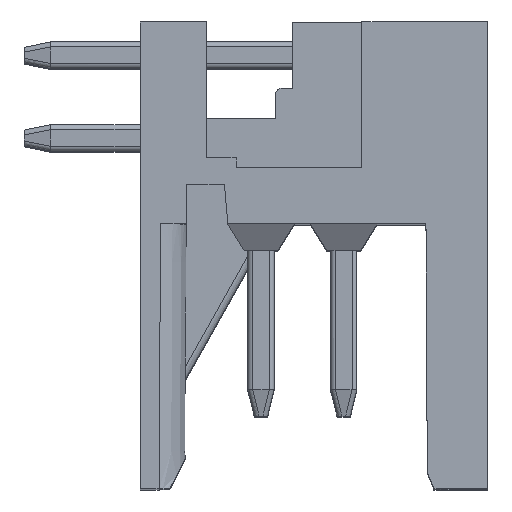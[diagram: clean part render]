
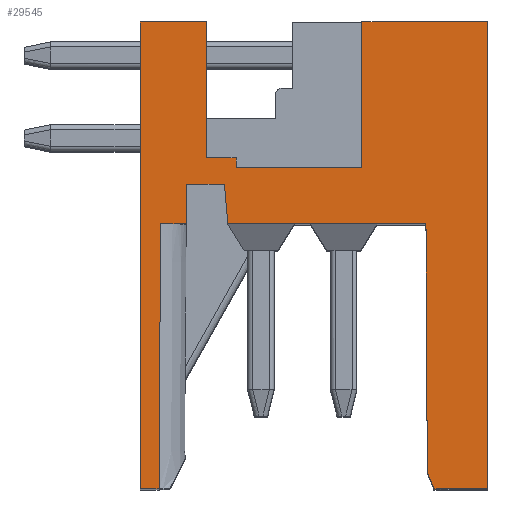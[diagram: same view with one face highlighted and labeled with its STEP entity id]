
A CAD part, top view. The second image highlights one B-rep face of the part: STEP entity #29545.
In plain terms, the highlighted planar face has unit normal (0, 0, 1).
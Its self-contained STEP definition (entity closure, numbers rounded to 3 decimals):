
#5359=CARTESIAN_POINT('',(5.6,17.1,10.499));
#5360=VERTEX_POINT('',#5359);
#5367=CARTESIAN_POINT('',(5.6,3.,10.499));
#5368=VERTEX_POINT('',#5367);
#5369=CARTESIAN_POINT('',(5.6,3.,10.499));
#5370=DIRECTION('',(0.,1.,0.));
#5371=VECTOR('',#5370,14.1);
#5372=LINE('',#5369,#5371);
#5373=EDGE_CURVE('',#5368,#5360,#5372,.T.);
#5953=CARTESIAN_POINT('',(-4.9,3.,10.499));
#5954=VERTEX_POINT('',#5953);
#5961=CARTESIAN_POINT('',(-4.9,17.1,10.499));
#5962=VERTEX_POINT('',#5961);
#5963=CARTESIAN_POINT('',(-4.9,17.1,10.499));
#5964=DIRECTION('',(0.,-1.,0.));
#5965=VECTOR('',#5964,14.1);
#5966=LINE('',#5963,#5965);
#5967=EDGE_CURVE('',#5962,#5954,#5966,.T.);
#6942=CARTESIAN_POINT('',(3.734,11.,10.499));
#6943=VERTEX_POINT('',#6942);
#6950=CARTESIAN_POINT('',(-2.25,11.,10.499));
#6951=VERTEX_POINT('',#6950);
#6952=CARTESIAN_POINT('',(3.734,11.,10.499));
#6953=DIRECTION('',(-1.,0.,0.));
#6954=VECTOR('',#6953,5.984);
#6955=LINE('',#6952,#6954);
#6956=EDGE_CURVE('',#6943,#6951,#6955,.T.);
#15975=CARTESIAN_POINT('',(-2.355,12.2,10.499));
#15976=VERTEX_POINT('',#15975);
#15977=CARTESIAN_POINT('',(-2.25,11.,10.499));
#15978=DIRECTION('',(-0.087,0.996,0.));
#15979=VECTOR('',#15978,1.205);
#15980=LINE('',#15977,#15979);
#15981=EDGE_CURVE('',#6951,#15976,#15980,.T.);
#16003=CARTESIAN_POINT('',(-3.5,12.2,10.499));
#16004=VERTEX_POINT('',#16003);
#16005=CARTESIAN_POINT('',(-2.355,12.2,10.499));
#16006=DIRECTION('',(-1.,0.,0.));
#16007=VECTOR('',#16006,1.145);
#16008=LINE('',#16005,#16007);
#16009=EDGE_CURVE('',#15976,#16004,#16008,.T.);
#16035=CARTESIAN_POINT('',(-3.5,11.,10.499));
#16036=VERTEX_POINT('',#16035);
#16037=CARTESIAN_POINT('',(-3.5,12.2,10.499));
#16038=DIRECTION('',(0.,-1.,0.));
#16039=VECTOR('',#16038,1.2);
#16040=LINE('',#16037,#16039);
#16041=EDGE_CURVE('',#16004,#16036,#16040,.T.);
#16057=CARTESIAN_POINT('',(-4.284,11.,10.499));
#16058=VERTEX_POINT('',#16057);
#16059=CARTESIAN_POINT('',(-3.5,11.,10.499));
#16060=DIRECTION('',(-1.,0.,0.));
#16061=VECTOR('',#16060,0.784);
#16062=LINE('',#16059,#16061);
#16063=EDGE_CURVE('',#16036,#16058,#16062,.T.);
#16171=CARTESIAN_POINT('',(-4.326,3.,10.499));
#16172=VERTEX_POINT('',#16171);
#16173=CARTESIAN_POINT('',(-4.326,3.,10.499));
#16174=DIRECTION('',(0.005,1.,0.));
#16175=VECTOR('',#16174,8.);
#16176=LINE('',#16173,#16175);
#16177=EDGE_CURVE('',#16172,#16058,#16176,.T.);
#16206=CARTESIAN_POINT('',(3.976,3.,10.499));
#16207=VERTEX_POINT('',#16206);
#16214=CARTESIAN_POINT('',(3.774,3.5,10.499));
#16215=VERTEX_POINT('',#16214);
#16216=CARTESIAN_POINT('',(3.774,3.5,10.499));
#16217=DIRECTION('',(0.376,-0.927,0.));
#16218=VECTOR('',#16217,0.539);
#16219=LINE('',#16216,#16218);
#16220=EDGE_CURVE('',#16215,#16207,#16219,.T.);
#21425=CARTESIAN_POINT('',(3.734,11.,10.499));
#21426=DIRECTION('',(0.005,-1.,0.));
#21427=VECTOR('',#21426,7.5);
#21428=LINE('',#21425,#21427);
#21429=EDGE_CURVE('',#6943,#16215,#21428,.T.);
#22246=CARTESIAN_POINT('',(-2.9,17.1,10.499));
#22247=VERTEX_POINT('',#22246);
#22254=CARTESIAN_POINT('',(-2.9,13.,10.499));
#22255=VERTEX_POINT('',#22254);
#22256=CARTESIAN_POINT('',(-2.9,13.,10.499));
#22257=DIRECTION('',(0.,1.,0.));
#22258=VECTOR('',#22257,4.1);
#22259=LINE('',#22256,#22258);
#22260=EDGE_CURVE('',#22255,#22247,#22259,.T.);
#22990=CARTESIAN_POINT('',(1.8,12.7,10.499));
#22991=VERTEX_POINT('',#22990);
#22998=CARTESIAN_POINT('',(1.8,17.1,10.499));
#22999=VERTEX_POINT('',#22998);
#23000=CARTESIAN_POINT('',(1.8,17.1,10.499));
#23001=DIRECTION('',(0.,-1.,0.));
#23002=VECTOR('',#23001,4.4);
#23003=LINE('',#23000,#23002);
#23004=EDGE_CURVE('',#22999,#22991,#23003,.T.);
#23022=CARTESIAN_POINT('',(-2.,13.,10.499));
#23023=VERTEX_POINT('',#23022);
#23024=CARTESIAN_POINT('',(-2.,13.,10.499));
#23025=DIRECTION('',(-1.,0.,0.));
#23026=VECTOR('',#23025,0.9);
#23027=LINE('',#23024,#23026);
#23028=EDGE_CURVE('',#23023,#22255,#23027,.T.);
#23046=CARTESIAN_POINT('',(-2.,12.7,10.499));
#23047=VERTEX_POINT('',#23046);
#23048=CARTESIAN_POINT('',(-2.,12.7,10.499));
#23049=DIRECTION('',(0.,1.,0.));
#23050=VECTOR('',#23049,0.3);
#23051=LINE('',#23048,#23050);
#23052=EDGE_CURVE('',#23047,#23023,#23051,.T.);
#23069=CARTESIAN_POINT('',(1.8,12.7,10.499));
#23070=DIRECTION('',(-1.,0.,0.));
#23071=VECTOR('',#23070,3.8);
#23072=LINE('',#23069,#23071);
#23073=EDGE_CURVE('',#22991,#23047,#23072,.T.);
#29272=CARTESIAN_POINT('',(-2.9,17.1,10.499));
#29273=DIRECTION('',(-1.,0.,0.));
#29274=VECTOR('',#29273,2.);
#29275=LINE('',#29272,#29274);
#29276=EDGE_CURVE('',#22247,#5962,#29275,.T.);
#29335=CARTESIAN_POINT('',(5.6,17.1,10.499));
#29336=DIRECTION('',(-1.,0.,0.));
#29337=VECTOR('',#29336,3.8);
#29338=LINE('',#29335,#29337);
#29339=EDGE_CURVE('',#5360,#22999,#29338,.T.);
#29435=CARTESIAN_POINT('',(-4.9,3.,10.499));
#29436=DIRECTION('',(1.,0.,0.));
#29437=VECTOR('',#29436,0.574);
#29438=LINE('',#29435,#29437);
#29439=EDGE_CURVE('',#5954,#16172,#29438,.T.);
#29482=CARTESIAN_POINT('',(3.976,3.,10.499));
#29483=DIRECTION('',(1.,0.,0.));
#29484=VECTOR('',#29483,1.624);
#29485=LINE('',#29482,#29484);
#29486=EDGE_CURVE('',#16207,#5368,#29485,.T.);
#29519=CARTESIAN_POINT('',(0.39,5.8,10.499));
#29520=DIRECTION('',(1.,0.,0.));
#29521=DIRECTION('',(0.,0.,-1.));
#29522=AXIS2_PLACEMENT_3D('',#29519,#29521,#29520);
#29523=PLANE('',#29522);
#29524=ORIENTED_EDGE('',*,*,#16063,.T.);
#29525=ORIENTED_EDGE('',*,*,#16177,.F.);
#29526=ORIENTED_EDGE('',*,*,#29439,.F.);
#29527=ORIENTED_EDGE('',*,*,#5967,.F.);
#29528=ORIENTED_EDGE('',*,*,#29276,.F.);
#29529=ORIENTED_EDGE('',*,*,#22260,.F.);
#29530=ORIENTED_EDGE('',*,*,#23028,.F.);
#29531=ORIENTED_EDGE('',*,*,#23052,.F.);
#29532=ORIENTED_EDGE('',*,*,#23073,.F.);
#29533=ORIENTED_EDGE('',*,*,#23004,.F.);
#29534=ORIENTED_EDGE('',*,*,#29339,.F.);
#29535=ORIENTED_EDGE('',*,*,#5373,.F.);
#29536=ORIENTED_EDGE('',*,*,#29486,.F.);
#29537=ORIENTED_EDGE('',*,*,#16220,.F.);
#29538=ORIENTED_EDGE('',*,*,#21429,.F.);
#29539=ORIENTED_EDGE('',*,*,#6956,.T.);
#29540=ORIENTED_EDGE('',*,*,#15981,.T.);
#29541=ORIENTED_EDGE('',*,*,#16009,.T.);
#29542=ORIENTED_EDGE('',*,*,#16041,.T.);
#29543=EDGE_LOOP('',(#29524,#29525,#29526,#29527,#29528,#29529,#29530,#29531,#29532,#29533,#29534,#29535,#29536,#29537,#29538,#29539,#29540,#29541,#29542));
#29544=FACE_OUTER_BOUND('',#29543,.F.);
#29545=ADVANCED_FACE('',(#29544),#29523,.F.);
